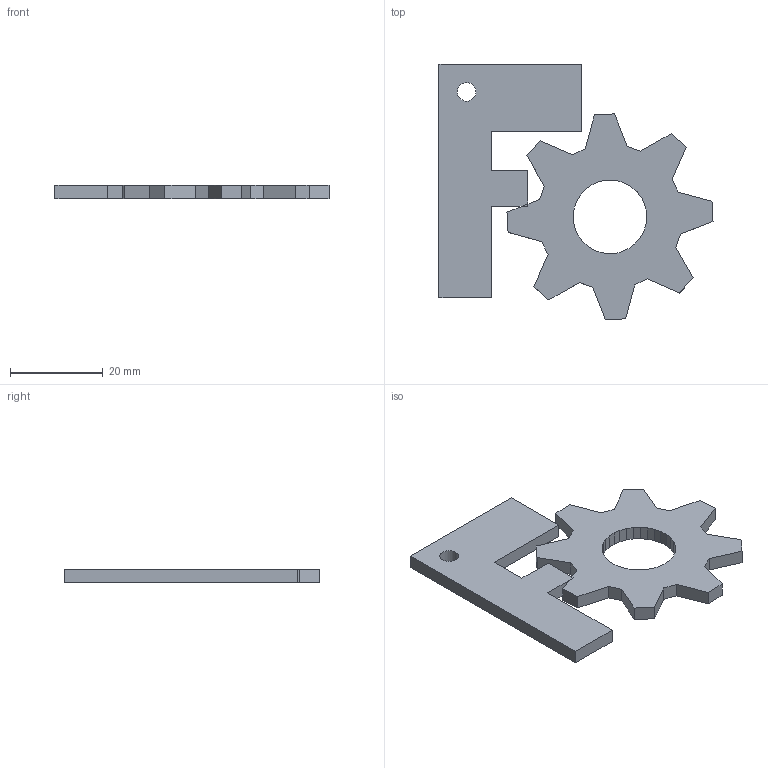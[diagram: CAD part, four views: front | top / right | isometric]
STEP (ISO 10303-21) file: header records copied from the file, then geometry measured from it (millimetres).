
FILE_DESCRIPTION(('FreeCAD Model'),'2;1');
FILE_NAME('freecad.step','2015-03-03T12:54:22',('Author'),(''), 'Open CASCADE STEP processor 6.7','FreeCAD','Unknown');
FILE_SCHEMA(('AUTOMOTIVE_DESIGN_CC2 { 1 2 10303 214 -1 1 5 4 }'));
Length unit declared in the file: millimetre
Products named in the file (1): freecad-key
Bounding box: 59.04 x 55.13 x 3 mm (x, y, z)
Volume: 5454.6 mm3; surface area: 4888.8 mm2
Topology: 1 solids, 1 shells, 83 faces, 237 edges, 156 vertices
Faces by surface type: extrusion 76, plane 6, cylinder 1
Full cylindrical faces by diameter (mm): 4 x1
Entity records: 6877 total; most frequent: CARTESIAN_POINT 2735, DIRECTION 475, ORIENTED_EDGE 474, PCURVE 474, DEFINITIONAL_REPRESENTATION 474, VECTOR 455, B_SPLINE_CURVE_WITH_KNOTS 404, LINE 379
